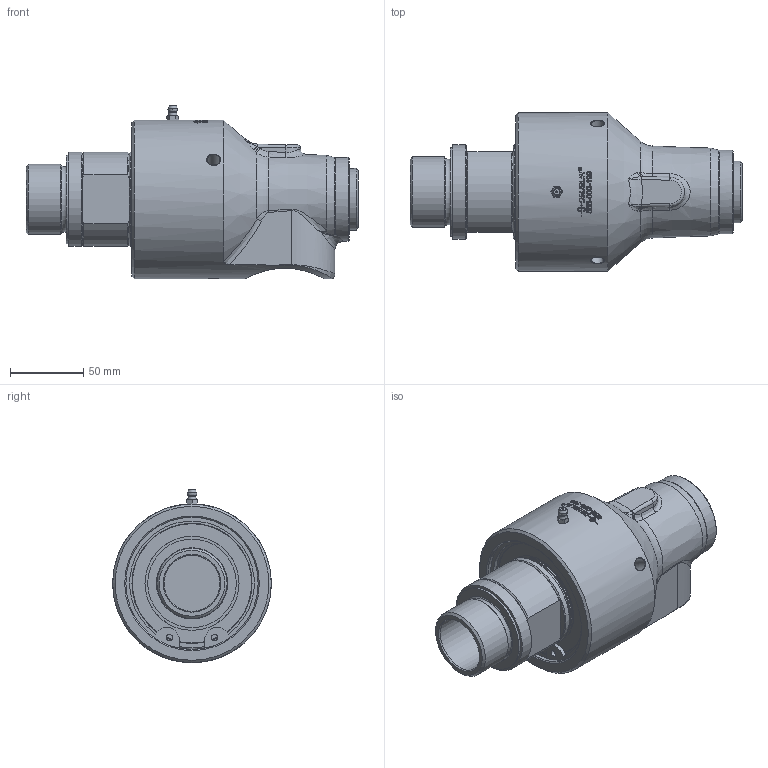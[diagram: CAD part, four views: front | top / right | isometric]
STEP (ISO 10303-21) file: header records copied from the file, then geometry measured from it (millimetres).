
FILE_DESCRIPTION(/* description */ (''),/* implementation_level */ '2;1');
FILE_NAME(/* name */ '555-000-199-IC.stp',/* time_stamp */ '2020-05-20T13:00:18-05:00',/* author */ ('GALINDOLM'),/* organization */ (''),/* preprocessor_version */ 'ST-DEVELOPER v18',/* originating_system */ 'Autodesk Inventor 2020',/* authorisation */ '');
FILE_SCHEMA (('AUTOMOTIVE_DESIGN { 1 0 10303 214 3 1 1 }'));
Length unit declared in the file: millimetre
Products named in the file (1): 555-000-199-IC
Bounding box: 226 x 108 x 117.99 mm (x, y, z)
Volume: 944356.6 mm3; surface area: 107322.4 mm2
Topology: 3 solids, 5 shells, 534 faces, 1422 edges, 944 vertices
Faces by surface type: plane 244, bspline 163, cylinder 81, cone 30, torus 14, sphere 2
Full cylindrical faces by diameter (mm): 3 x1, 3.2 x1, 4.361 x2, 5.359 x1, 8.6 x3, 22.5 x1, 38.1 x1, 43.256 x1, 47.803 x1, 48.4 x1, 49.4 x1, 53.7 x1, 56.25 x1, 57 x1, 60.3 x1, 63.3 x1, 64 x2, 81.2 x1, 81.7 x1, 90 x1, 90.07 x1, 97.2 x1, 108 x1
Entity records: 23686 total; most frequent: CARTESIAN_POINT 10746, ORIENTED_EDGE 2832, DIRECTION 2379, EDGE_CURVE 1416, AXIS2_PLACEMENT_3D 958, VERTEX_POINT 944, EDGE_LOOP 598, FACE_OUTER_BOUND 534
